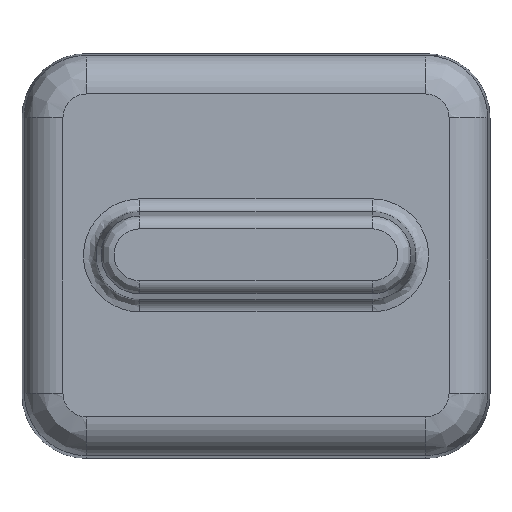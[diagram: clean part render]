
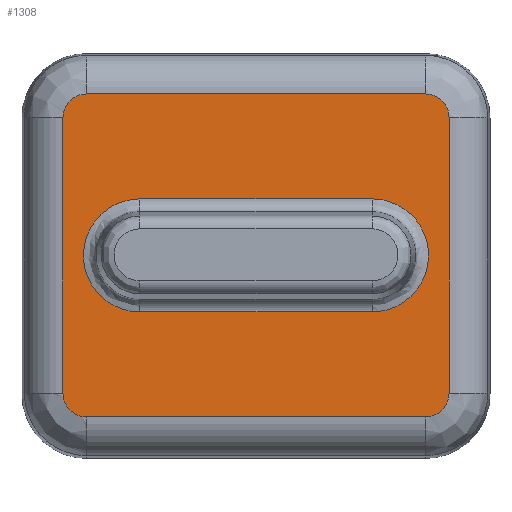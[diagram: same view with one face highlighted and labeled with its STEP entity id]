
A CAD part, top view. The second image highlights one B-rep face of the part: STEP entity #1308.
In plain terms, the highlighted planar face has unit normal (0, 0, 1).
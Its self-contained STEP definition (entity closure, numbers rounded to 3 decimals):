
#95=CARTESIAN_POINT('',(-4.5,2.192,12.9));
#96=CARTESIAN_POINT('',(-4.601,2.192,12.9));
#97=CARTESIAN_POINT('',(-4.813,2.178,12.9));
#98=CARTESIAN_POINT('',(-5.174,2.097,12.9));
#99=CARTESIAN_POINT('',(-5.545,1.941,12.9));
#100=CARTESIAN_POINT('',(-5.897,1.707,12.9));
#101=CARTESIAN_POINT('',(-6.204,1.401,12.9));
#102=CARTESIAN_POINT('',(-6.446,1.04,12.9));
#103=CARTESIAN_POINT('',(-6.612,0.637,12.9));
#104=CARTESIAN_POINT('',(-6.696,0.21,12.9));
#105=CARTESIAN_POINT('',(-6.695,-0.225,
12.9));
#106=CARTESIAN_POINT('',(-6.608,-0.651,
12.9));
#107=CARTESIAN_POINT('',(-6.439,-1.053,12.9));
#108=CARTESIAN_POINT('',(-6.194,-1.412,12.9));
#109=CARTESIAN_POINT('',(-5.887,-1.715,12.9));
#110=CARTESIAN_POINT('',(-5.534,-1.947,12.9));
#111=CARTESIAN_POINT('',(-5.165,-2.1,12.9));
#112=CARTESIAN_POINT('',(-4.807,-2.179,12.9));
#113=CARTESIAN_POINT('',(-4.599,-2.192,12.9));
#114=CARTESIAN_POINT('',(-4.5,-2.192,12.9));
#116=DIRECTION('',(1.,0.,0.));
#117=VECTOR('',#116,9.);
#118=CARTESIAN_POINT('',(-4.5,-2.192,12.9));
#119=LINE('',#118,#117);
#120=CARTESIAN_POINT('',(4.5,-2.192,12.9));
#121=CARTESIAN_POINT('',(4.601,-2.192,12.9));
#122=CARTESIAN_POINT('',(4.813,-2.178,12.9));
#123=CARTESIAN_POINT('',(5.174,-2.097,12.9));
#124=CARTESIAN_POINT('',(5.545,-1.941,12.9));
#125=CARTESIAN_POINT('',(5.897,-1.707,12.9));
#126=CARTESIAN_POINT('',(6.204,-1.401,12.9));
#127=CARTESIAN_POINT('',(6.446,-1.04,12.9));
#128=CARTESIAN_POINT('',(6.612,-0.637,12.9));
#129=CARTESIAN_POINT('',(6.696,-0.21,12.9));
#130=CARTESIAN_POINT('',(6.695,0.225,12.9));
#131=CARTESIAN_POINT('',(6.608,0.651,12.9));
#132=CARTESIAN_POINT('',(6.439,1.053,12.9));
#133=CARTESIAN_POINT('',(6.194,1.412,12.9));
#134=CARTESIAN_POINT('',(5.887,1.715,12.9));
#135=CARTESIAN_POINT('',(5.534,1.947,12.9));
#136=CARTESIAN_POINT('',(5.165,2.1,12.9));
#137=CARTESIAN_POINT('',(4.807,2.179,12.9));
#138=CARTESIAN_POINT('',(4.599,2.192,12.9));
#139=CARTESIAN_POINT('',(4.5,2.192,12.9));
#141=DIRECTION('',(-1.,0.,0.));
#142=VECTOR('',#141,9.);
#143=CARTESIAN_POINT('',(4.5,2.192,12.9));
#144=LINE('',#143,#142);
#145=CARTESIAN_POINT('',(6.575,-6.262,12.9));
#146=CARTESIAN_POINT('',(6.635,-6.262,12.9));
#147=CARTESIAN_POINT('',(6.754,-6.25,12.9));
#148=CARTESIAN_POINT('',(6.926,-6.198,12.9));
#149=CARTESIAN_POINT('',(7.085,-6.113,12.9));
#150=CARTESIAN_POINT('',(7.224,-5.999,12.9));
#151=CARTESIAN_POINT('',(7.338,-5.86,12.9));
#152=CARTESIAN_POINT('',(7.423,-5.701,12.9));
#153=CARTESIAN_POINT('',(7.475,-5.529,12.9));
#154=CARTESIAN_POINT('',(7.487,-5.41,12.9));
#155=CARTESIAN_POINT('',(7.487,-5.35,12.9));
#157=DIRECTION('',(1.,0.,0.));
#158=VECTOR('',#157,13.15);
#159=CARTESIAN_POINT('',(-6.575,-6.262,12.9));
#160=LINE('',#159,#158);
#161=CARTESIAN_POINT('',(-7.487,-5.35,12.9));
#162=CARTESIAN_POINT('',(-7.487,-5.41,12.9));
#163=CARTESIAN_POINT('',(-7.475,-5.529,12.9));
#164=CARTESIAN_POINT('',(-7.423,-5.701,12.9));
#165=CARTESIAN_POINT('',(-7.338,-5.86,12.9));
#166=CARTESIAN_POINT('',(-7.224,-5.999,12.9));
#167=CARTESIAN_POINT('',(-7.085,-6.113,12.9));
#168=CARTESIAN_POINT('',(-6.926,-6.198,12.9));
#169=CARTESIAN_POINT('',(-6.754,-6.25,12.9));
#170=CARTESIAN_POINT('',(-6.635,-6.262,12.9));
#171=CARTESIAN_POINT('',(-6.575,-6.262,12.9));
#173=DIRECTION('',(0.,-1.,0.));
#174=VECTOR('',#173,10.7);
#175=CARTESIAN_POINT('',(-7.487,5.35,12.9));
#176=LINE('',#175,#174);
#177=CARTESIAN_POINT('',(-6.575,6.262,12.9));
#178=CARTESIAN_POINT('',(-6.635,6.262,12.9));
#179=CARTESIAN_POINT('',(-6.754,6.25,12.9));
#180=CARTESIAN_POINT('',(-6.926,6.198,12.9));
#181=CARTESIAN_POINT('',(-7.085,6.113,12.9));
#182=CARTESIAN_POINT('',(-7.224,5.999,12.9));
#183=CARTESIAN_POINT('',(-7.338,5.86,12.9));
#184=CARTESIAN_POINT('',(-7.423,5.701,12.9));
#185=CARTESIAN_POINT('',(-7.475,5.529,12.9));
#186=CARTESIAN_POINT('',(-7.487,5.41,12.9));
#187=CARTESIAN_POINT('',(-7.487,5.35,12.9));
#189=DIRECTION('',(-1.,0.,0.));
#190=VECTOR('',#189,13.15);
#191=CARTESIAN_POINT('',(6.575,6.262,12.9));
#192=LINE('',#191,#190);
#193=CARTESIAN_POINT('',(7.487,5.35,12.9));
#194=CARTESIAN_POINT('',(7.487,5.41,12.9));
#195=CARTESIAN_POINT('',(7.475,5.529,12.9));
#196=CARTESIAN_POINT('',(7.423,5.701,12.9));
#197=CARTESIAN_POINT('',(7.338,5.86,12.9));
#198=CARTESIAN_POINT('',(7.224,5.999,12.9));
#199=CARTESIAN_POINT('',(7.085,6.113,12.9));
#200=CARTESIAN_POINT('',(6.926,6.198,12.9));
#201=CARTESIAN_POINT('',(6.754,6.25,12.9));
#202=CARTESIAN_POINT('',(6.635,6.262,12.9));
#203=CARTESIAN_POINT('',(6.575,6.262,12.9));
#205=DIRECTION('',(0.,1.,0.));
#206=VECTOR('',#205,10.7);
#207=CARTESIAN_POINT('',(7.487,-5.35,12.9));
#208=LINE('',#207,#206);
#948=VERTEX_POINT('',#95);
#949=VERTEX_POINT('',#114);
#952=CARTESIAN_POINT('',(4.5,-2.192,12.9));
#953=VERTEX_POINT('',#952);
#956=VERTEX_POINT('',#139);
#1006=VERTEX_POINT('',#145);
#1007=VERTEX_POINT('',#155);
#1010=CARTESIAN_POINT('',(7.487,5.35,12.9));
#1011=VERTEX_POINT('',#1010);
#1014=VERTEX_POINT('',#203);
#1016=CARTESIAN_POINT('',(-6.575,6.262,12.9));
#1017=VERTEX_POINT('',#1016);
#1020=VERTEX_POINT('',#187);
#1022=CARTESIAN_POINT('',(-7.487,-5.35,12.9));
#1023=VERTEX_POINT('',#1022);
#1026=VERTEX_POINT('',#171);
#1276=CARTESIAN_POINT('',(0.,0.,12.9));
#1277=DIRECTION('',(0.,0.,1.));
#1278=DIRECTION('',(1.,0.,0.));
#1279=AXIS2_PLACEMENT_3D('',#1276,#1277,#1278);
#1280=PLANE('',#1279);
#1282=ORIENTED_EDGE('',*,*,#1281,.F.);
#1284=ORIENTED_EDGE('',*,*,#1283,.F.);
#1286=ORIENTED_EDGE('',*,*,#1285,.F.);
#1288=ORIENTED_EDGE('',*,*,#1287,.F.);
#1290=ORIENTED_EDGE('',*,*,#1289,.F.);
#1292=ORIENTED_EDGE('',*,*,#1291,.F.);
#1293=ORIENTED_EDGE('',*,*,#1266,.F.);
#1295=ORIENTED_EDGE('',*,*,#1294,.F.);
#1296=EDGE_LOOP('',(#1282,#1284,#1286,#1288,#1290,#1292,#1293,#1295));
#1297=FACE_OUTER_BOUND('',#1296,.F.);
#1299=ORIENTED_EDGE('',*,*,#1298,.T.);
#1301=ORIENTED_EDGE('',*,*,#1300,.T.);
#1303=ORIENTED_EDGE('',*,*,#1302,.T.);
#1305=ORIENTED_EDGE('',*,*,#1304,.T.);
#1306=EDGE_LOOP('',(#1299,#1301,#1303,#1305));
#1307=FACE_BOUND('',#1306,.F.);
#1308=ADVANCED_FACE('',(#1297,#1307),#1280,.T.);
#115=B_SPLINE_CURVE_WITH_KNOTS('',3,(#95,#96,#97,#98,#99,#100,#101,#102,#103,
#104,#105,#106,#107,#108,#109,#110,#111,#112,#113,#114),.UNSPECIFIED.,.F.,.F.,
(4,1,1,1,1,1,1,1,1,1,1,1,1,1,1,1,1,4),(0.,0.059,0.118,
0.176,0.235,0.294,0.353,
0.412,0.471,0.529,0.588,
0.647,0.706,0.765,0.824,
0.882,0.941,1.),.UNSPECIFIED.);
#140=B_SPLINE_CURVE_WITH_KNOTS('',3,(#120,#121,#122,#123,#124,#125,#126,#127,
#128,#129,#130,#131,#132,#133,#134,#135,#136,#137,#138,#139),.UNSPECIFIED.,.F.,
.F.,(4,1,1,1,1,1,1,1,1,1,1,1,1,1,1,1,1,4),(0.,0.059,
0.118,0.176,0.235,0.294,
0.353,0.412,0.471,0.529,
0.588,0.647,0.706,0.765,
0.824,0.882,0.941,1.),.UNSPECIFIED.);
#156=B_SPLINE_CURVE_WITH_KNOTS('',3,(#145,#146,#147,#148,#149,#150,#151,#152,
#153,#154,#155),.UNSPECIFIED.,.F.,.F.,(4,1,1,1,1,1,1,1,4),(0.,0.125,0.25,
0.375,0.5,0.625,0.75,0.875,1.),.UNSPECIFIED.);
#172=B_SPLINE_CURVE_WITH_KNOTS('',3,(#161,#162,#163,#164,#165,#166,#167,#168,
#169,#170,#171),.UNSPECIFIED.,.F.,.F.,(4,1,1,1,1,1,1,1,4),(0.,0.125,0.25,
0.375,0.5,0.625,0.75,0.875,1.),.UNSPECIFIED.);
#188=B_SPLINE_CURVE_WITH_KNOTS('',3,(#177,#178,#179,#180,#181,#182,#183,#184,
#185,#186,#187),.UNSPECIFIED.,.F.,.F.,(4,1,1,1,1,1,1,1,4),(0.,0.125,0.25,
0.375,0.5,0.625,0.75,0.875,1.),.UNSPECIFIED.);
#204=B_SPLINE_CURVE_WITH_KNOTS('',3,(#193,#194,#195,#196,#197,#198,#199,#200,
#201,#202,#203),.UNSPECIFIED.,.F.,.F.,(4,1,1,1,1,1,1,1,4),(0.,0.125,0.25,
0.375,0.5,0.625,0.75,0.875,1.),.UNSPECIFIED.);
#1266=EDGE_CURVE('',#1011,#1014,#204,.T.);
#1281=EDGE_CURVE('',#1006,#1007,#156,.T.);
#1283=EDGE_CURVE('',#1026,#1006,#160,.T.);
#1285=EDGE_CURVE('',#1023,#1026,#172,.T.);
#1287=EDGE_CURVE('',#1020,#1023,#176,.T.);
#1289=EDGE_CURVE('',#1017,#1020,#188,.T.);
#1291=EDGE_CURVE('',#1014,#1017,#192,.T.);
#1294=EDGE_CURVE('',#1007,#1011,#208,.T.);
#1298=EDGE_CURVE('',#948,#949,#115,.T.);
#1300=EDGE_CURVE('',#949,#953,#119,.T.);
#1302=EDGE_CURVE('',#953,#956,#140,.T.);
#1304=EDGE_CURVE('',#956,#948,#144,.T.);
